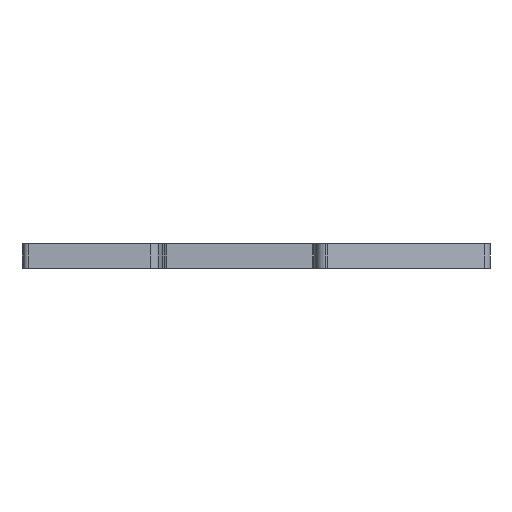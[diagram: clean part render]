
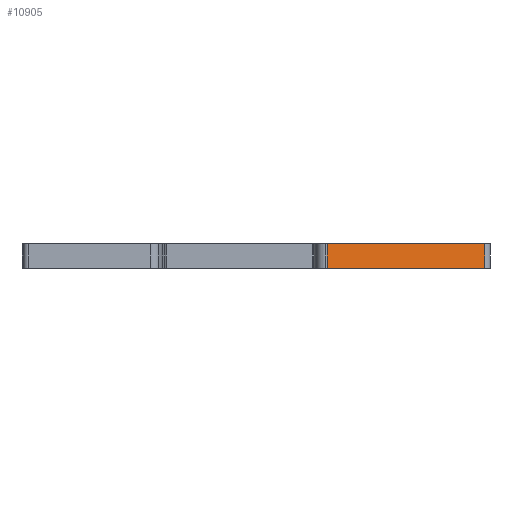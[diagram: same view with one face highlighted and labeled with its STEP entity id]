
A CAD part, front view. The second image highlights one B-rep face of the part: STEP entity #10905.
In plain terms, the highlighted planar face has unit normal (0.254, -0.967, 0).
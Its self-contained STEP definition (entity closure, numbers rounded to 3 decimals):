
#114=DIRECTION('',(0.967,0.254,0.));
#115=VECTOR('',#114,34.605);
#116=CARTESIAN_POINT('',(18.692,-5.951,-2.6));
#117=LINE('',#116,#115);
#1527=DIRECTION('',(0.967,0.254,0.));
#1528=VECTOR('',#1527,34.605);
#1529=CARTESIAN_POINT('',(18.692,-5.951,2.6));
#1530=LINE('',#1529,#1528);
#4110=DIRECTION('',(0.,0.,1.));
#4111=VECTOR('',#4110,5.2);
#4112=CARTESIAN_POINT('',(52.159,2.849,-2.6));
#4113=LINE('',#4112,#4111);
#4114=DIRECTION('',(0.,0.,1.));
#4115=VECTOR('',#4114,5.2);
#4116=CARTESIAN_POINT('',(18.692,-5.951,-2.6));
#4117=LINE('',#4116,#4115);
#4480=CARTESIAN_POINT('',(18.692,-5.951,-2.6));
#4481=VERTEX_POINT('',#4480);
#4482=CARTESIAN_POINT('',(52.159,2.849,-2.6));
#4483=VERTEX_POINT('',#4482);
#4900=CARTESIAN_POINT('',(18.692,-5.951,2.6));
#4901=VERTEX_POINT('',#4900);
#4902=CARTESIAN_POINT('',(52.159,2.849,2.6));
#4903=VERTEX_POINT('',#4902);
#10893=CARTESIAN_POINT('',(18.692,-5.951,-2.6));
#10894=DIRECTION('',(0.254,-0.967,0.));
#10895=DIRECTION('',(0.967,0.254,0.));
#10896=AXIS2_PLACEMENT_3D('',#10893,#10894,#10895);
#10897=PLANE('',#10896);
#10898=ORIENTED_EDGE('',*,*,#5551,.F.);
#10900=ORIENTED_EDGE('',*,*,#10899,.T.);
#10901=ORIENTED_EDGE('',*,*,#6217,.T.);
#10902=ORIENTED_EDGE('',*,*,#10886,.F.);
#10903=EDGE_LOOP('',(#10898,#10900,#10901,#10902));
#10904=FACE_OUTER_BOUND('',#10903,.F.);
#10905=ADVANCED_FACE('',(#10904),#10897,.T.);
#5551=EDGE_CURVE('',#4481,#4483,#117,.T.);
#6217=EDGE_CURVE('',#4901,#4903,#1530,.T.);
#10886=EDGE_CURVE('',#4483,#4903,#4113,.T.);
#10899=EDGE_CURVE('',#4481,#4901,#4117,.T.);
